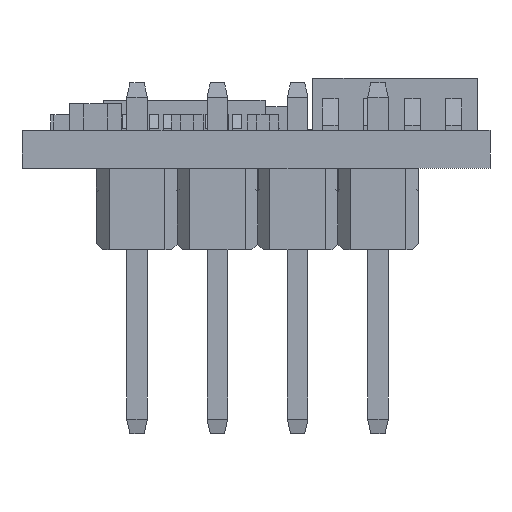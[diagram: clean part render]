
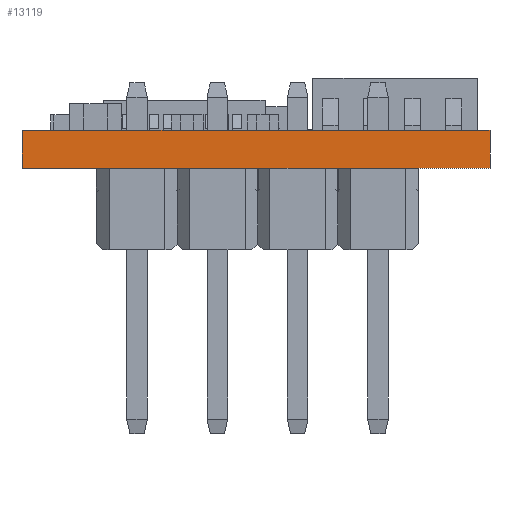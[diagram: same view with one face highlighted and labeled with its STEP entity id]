
A CAD part, front view. The second image highlights one B-rep face of the part: STEP entity #13119.
In plain terms, the highlighted planar face has unit normal (0, -1, 0).
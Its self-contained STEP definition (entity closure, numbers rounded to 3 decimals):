
#674=PLANE('',#13961);
#1410=FACE_OUTER_BOUND('',#2117,.T.);
#2117=EDGE_LOOP('',(#10310,#10311,#10312,#10313,#10314,#10315));
#2768=LINE('',#17793,#4291);
#2772=LINE('',#17801,#4295);
#2901=LINE('',#20127,#4424);
#2942=LINE('',#20225,#4465);
#2943=LINE('',#20227,#4466);
#2944=LINE('',#20228,#4467);
#4291=VECTOR('',#14703,10.);
#4295=VECTOR('',#14707,10.);
#4424=VECTOR('',#14884,10.);
#4465=VECTOR('',#14957,10.);
#4466=VECTOR('',#14958,10.);
#4467=VECTOR('',#14959,10.);
#5882=VERTEX_POINT('',#17790);
#5883=VERTEX_POINT('',#17792);
#5886=VERTEX_POINT('',#17798);
#5887=VERTEX_POINT('',#17800);
#6396=VERTEX_POINT('',#20224);
#6397=VERTEX_POINT('',#20226);
#7325=EDGE_CURVE('',#5882,#5883,#2768,.T.);
#7329=EDGE_CURVE('',#5886,#5887,#2772,.T.);
#7799=EDGE_CURVE('',#5887,#5882,#2901,.T.);
#7840=EDGE_CURVE('',#5886,#6396,#2942,.T.);
#7841=EDGE_CURVE('',#6397,#6396,#2943,.T.);
#7842=EDGE_CURVE('',#5883,#6397,#2944,.T.);
#10310=ORIENTED_EDGE('',*,*,#7329,.F.);
#10311=ORIENTED_EDGE('',*,*,#7840,.T.);
#10312=ORIENTED_EDGE('',*,*,#7841,.F.);
#10313=ORIENTED_EDGE('',*,*,#7842,.F.);
#10314=ORIENTED_EDGE('',*,*,#7325,.F.);
#10315=ORIENTED_EDGE('',*,*,#7799,.F.);
#13119=ADVANCED_FACE('',(#1410),#674,.T.);
#13961=AXIS2_PLACEMENT_3D('',#20223,#14955,#14956);
#14703=DIRECTION('',(1.,0.,0.));
#14707=DIRECTION('',(1.,0.,0.));
#14884=DIRECTION('',(1.,0.,0.));
#14955=DIRECTION('center_axis',(0.,-1.,0.));
#14956=DIRECTION('ref_axis',(-1.,0.,0.));
#14957=DIRECTION('',(0.,0.,-1.));
#14958=DIRECTION('',(-1.,0.,0.));
#14959=DIRECTION('',(0.,0.,-1.));
#17790=CARTESIAN_POINT('',(12.913,0.,0.));
#17792=CARTESIAN_POINT('',(14.8,0.,0.));
#17793=CARTESIAN_POINT('',(0.,0.,0.));
#17798=CARTESIAN_POINT('',(0.,0.,0.));
#17800=CARTESIAN_POINT('',(2.338,0.,0.));
#17801=CARTESIAN_POINT('',(0.,0.,0.));
#20127=CARTESIAN_POINT('',(0.,0.,0.));
#20223=CARTESIAN_POINT('Origin',(14.8,0.,0.));
#20224=CARTESIAN_POINT('',(0.,0.,-1.2));
#20225=CARTESIAN_POINT('',(0.,0.,0.));
#20226=CARTESIAN_POINT('',(14.8,0.,-1.2));
#20227=CARTESIAN_POINT('',(0.,0.,-1.2));
#20228=CARTESIAN_POINT('',(14.8,0.,0.));
